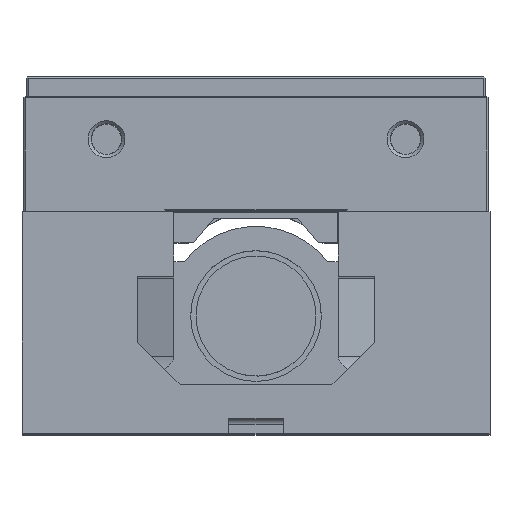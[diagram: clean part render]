
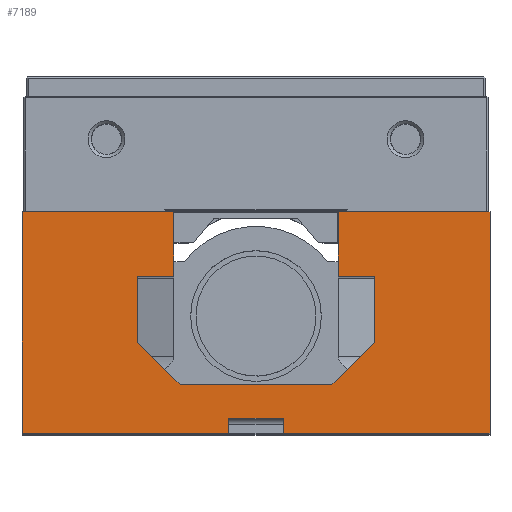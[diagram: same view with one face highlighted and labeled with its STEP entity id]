
A CAD part, top view. The second image highlights one B-rep face of the part: STEP entity #7189.
In plain terms, the highlighted planar face has unit normal (0, 0, 1).
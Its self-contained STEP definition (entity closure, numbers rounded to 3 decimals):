
#751=PLANE($,#7800);
#1093=FACE_OUTER_BOUND($,#1586,.T.);
#1586=EDGE_LOOP($,(#5539,#5540,#5541,#5542,#5543,#5544,#5545,#5546,#5547,
#5548,#5549,#5550,#5551,#5552,#5553,#5554,#5555,#5556));
#2089=LINE($,#10629,#2728);
#2199=LINE($,#11054,#2838);
#2202=LINE($,#11059,#2841);
#2222=LINE($,#11104,#2861);
#2255=LINE($,#11168,#2894);
#2259=LINE($,#11174,#2898);
#2261=LINE($,#11182,#2900);
#2278=LINE($,#11227,#2917);
#2279=LINE($,#11228,#2918);
#2280=LINE($,#11230,#2919);
#2281=LINE($,#11232,#2920);
#2282=LINE($,#11234,#2921);
#2283=LINE($,#11236,#2922);
#2284=LINE($,#11238,#2923);
#2285=LINE($,#11239,#2924);
#2286=LINE($,#11241,#2925);
#2287=LINE($,#11243,#2926);
#2288=LINE($,#11244,#2927);
#2728=VECTOR($,#8415,50.);
#2838=VECTOR($,#8881,19.799);
#2841=VECTOR($,#8886,21.7);
#2861=VECTOR($,#8930,5.);
#2894=VECTOR($,#8979,68.);
#2898=VECTOR($,#8983,68.);
#2900=VECTOR($,#8991,73.);
#2917=VECTOR($,#9032,18.);
#2918=VECTOR($,#9033,5.);
#2919=VECTOR($,#9034,73.);
#2920=VECTOR($,#9035,49.95);
#2921=VECTOR($,#9036,21.3);
#2922=VECTOR($,#9037,11.95);
#2923=VECTOR($,#9038,21.7);
#2924=VECTOR($,#9039,19.799);
#2925=VECTOR($,#9040,11.95);
#2926=VECTOR($,#9041,21.3);
#2927=VECTOR($,#9042,49.95);
#3397=VERTEX_POINT($,#10626);
#3398=VERTEX_POINT($,#10628);
#3535=VERTEX_POINT($,#11052);
#3536=VERTEX_POINT($,#11057);
#3548=VERTEX_POINT($,#11101);
#3549=VERTEX_POINT($,#11103);
#3571=VERTEX_POINT($,#11165);
#3572=VERTEX_POINT($,#11167);
#3574=VERTEX_POINT($,#11173);
#3577=VERTEX_POINT($,#11181);
#3593=VERTEX_POINT($,#11226);
#3594=VERTEX_POINT($,#11229);
#3595=VERTEX_POINT($,#11231);
#3596=VERTEX_POINT($,#11233);
#3597=VERTEX_POINT($,#11235);
#3598=VERTEX_POINT($,#11237);
#3599=VERTEX_POINT($,#11240);
#3600=VERTEX_POINT($,#11242);
#4056=EDGE_CURVE($,#3398,#3397,#2089,.T.);
#4261=EDGE_CURVE($,#3535,#3397,#2199,.T.);
#4264=EDGE_CURVE($,#3535,#3536,#2202,.T.);
#4286=EDGE_CURVE($,#3549,#3548,#2222,.T.);
#4319=EDGE_CURVE($,#3571,#3572,#2255,.T.);
#4323=EDGE_CURVE($,#3574,#3549,#2259,.T.);
#4327=EDGE_CURVE($,#3577,#3574,#2261,.T.);
#4350=EDGE_CURVE($,#3548,#3593,#2278,.T.);
#4351=EDGE_CURVE($,#3593,#3572,#2279,.T.);
#4352=EDGE_CURVE($,#3594,#3571,#2280,.T.);
#4353=EDGE_CURVE($,#3595,#3594,#2281,.T.);
#4354=EDGE_CURVE($,#3596,#3595,#2282,.T.);
#4355=EDGE_CURVE($,#3597,#3596,#2283,.T.);
#4356=EDGE_CURVE($,#3598,#3597,#2284,.T.);
#4357=EDGE_CURVE($,#3598,#3398,#2285,.T.);
#4358=EDGE_CURVE($,#3536,#3599,#2286,.T.);
#4359=EDGE_CURVE($,#3599,#3600,#2287,.T.);
#4360=EDGE_CURVE($,#3600,#3577,#2288,.T.);
#5539=ORIENTED_EDGE($,*,*,#4350,.T.);
#5540=ORIENTED_EDGE($,*,*,#4351,.T.);
#5541=ORIENTED_EDGE($,*,*,#4319,.F.);
#5542=ORIENTED_EDGE($,*,*,#4352,.F.);
#5543=ORIENTED_EDGE($,*,*,#4353,.F.);
#5544=ORIENTED_EDGE($,*,*,#4354,.F.);
#5545=ORIENTED_EDGE($,*,*,#4355,.F.);
#5546=ORIENTED_EDGE($,*,*,#4356,.F.);
#5547=ORIENTED_EDGE($,*,*,#4357,.T.);
#5548=ORIENTED_EDGE($,*,*,#4056,.T.);
#5549=ORIENTED_EDGE($,*,*,#4261,.F.);
#5550=ORIENTED_EDGE($,*,*,#4264,.T.);
#5551=ORIENTED_EDGE($,*,*,#4358,.T.);
#5552=ORIENTED_EDGE($,*,*,#4359,.T.);
#5553=ORIENTED_EDGE($,*,*,#4360,.T.);
#5554=ORIENTED_EDGE($,*,*,#4327,.T.);
#5555=ORIENTED_EDGE($,*,*,#4323,.T.);
#5556=ORIENTED_EDGE($,*,*,#4286,.T.);
#7189=ADVANCED_FACE($,(#1093),#751,.T.);
#7800=AXIS2_PLACEMENT_3D($,#11225,#9030,#9031);
#8415=DIRECTION($,(-1.,0.,0.));
#8881=DIRECTION($,(0.707,-0.707,0.));
#8886=DIRECTION($,(0.,1.,0.));
#8930=DIRECTION($,(0.,1.,0.));
#8979=DIRECTION($,(-1.,0.,0.));
#8983=DIRECTION($,(1.,0.,0.));
#8991=DIRECTION($,(0.,-1.,0.));
#9030=DIRECTION('center_axis',(0.,0.,1.));
#9031=DIRECTION('ref_axis',(1.,0.,0.));
#9032=DIRECTION($,(1.,0.,0.));
#9033=DIRECTION($,(0.,-1.,0.));
#9034=DIRECTION($,(0.,-1.,0.));
#9035=DIRECTION($,(1.,0.,0.));
#9036=DIRECTION($,(0.,1.,0.));
#9037=DIRECTION($,(-1.,0.,0.));
#9038=DIRECTION($,(0.,1.,0.));
#9039=DIRECTION($,(-0.707,-0.707,0.));
#9040=DIRECTION($,(1.,0.,0.));
#9041=DIRECTION($,(0.,1.,0.));
#9042=DIRECTION($,(-1.,0.,0.));
#10626=CARTESIAN_POINT('',(-25.,-23.2,390.));
#10628=CARTESIAN_POINT('',(25.,-23.2,390.));
#10629=CARTESIAN_POINT($,(48.311,-23.2,390.));
#11052=CARTESIAN_POINT('',(-39.,-9.2,390.));
#11054=CARTESIAN_POINT($,(-39.,-9.2,390.));
#11057=CARTESIAN_POINT('',(-39.,12.5,390.));
#11059=CARTESIAN_POINT($,(-39.,-17.7,390.));
#11101=CARTESIAN_POINT('',(-9.,-34.2,390.));
#11103=CARTESIAN_POINT('',(-9.,-39.2,390.));
#11104=CARTESIAN_POINT($,(-9.,-25.7,390.));
#11165=CARTESIAN_POINT('',(77.,-39.2,390.));
#11167=CARTESIAN_POINT('',(9.,-39.2,390.));
#11168=CARTESIAN_POINT($,(0.,-39.2,390.));
#11173=CARTESIAN_POINT('',(-77.,-39.2,390.));
#11174=CARTESIAN_POINT($,(0.,-39.2,390.));
#11181=CARTESIAN_POINT('',(-77.,33.8,390.));
#11182=CARTESIAN_POINT($,(-77.,-39.2,390.));
#11225=CARTESIAN_POINT('Origin',(70.25,-12.2,390.));
#11226=CARTESIAN_POINT('',(9.,-34.2,390.));
#11227=CARTESIAN_POINT($,(41.602,-34.2,390.));
#11228=CARTESIAN_POINT($,(9.,-25.7,390.));
#11229=CARTESIAN_POINT('',(77.,33.8,390.));
#11230=CARTESIAN_POINT($,(77.,-39.2,390.));
#11231=CARTESIAN_POINT('',(27.05,33.8,390.));
#11232=CARTESIAN_POINT($,(77.,33.8,390.));
#11233=CARTESIAN_POINT('',(27.05,12.5,390.));
#11234=CARTESIAN_POINT($,(27.05,33.8,390.));
#11235=CARTESIAN_POINT('',(39.,12.5,390.));
#11236=CARTESIAN_POINT($,(27.05,12.5,390.));
#11237=CARTESIAN_POINT('',(39.,-9.2,390.));
#11238=CARTESIAN_POINT($,(39.,12.5,390.));
#11239=CARTESIAN_POINT($,(39.,-9.2,390.));
#11240=CARTESIAN_POINT('',(-27.05,12.5,390.));
#11241=CARTESIAN_POINT($,(-27.05,12.5,390.));
#11242=CARTESIAN_POINT('',(-27.05,33.8,390.));
#11243=CARTESIAN_POINT($,(-27.05,33.8,390.));
#11244=CARTESIAN_POINT($,(-77.,33.8,390.));
